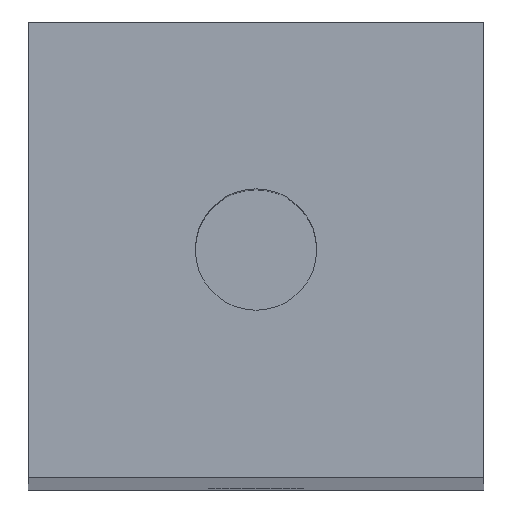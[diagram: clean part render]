
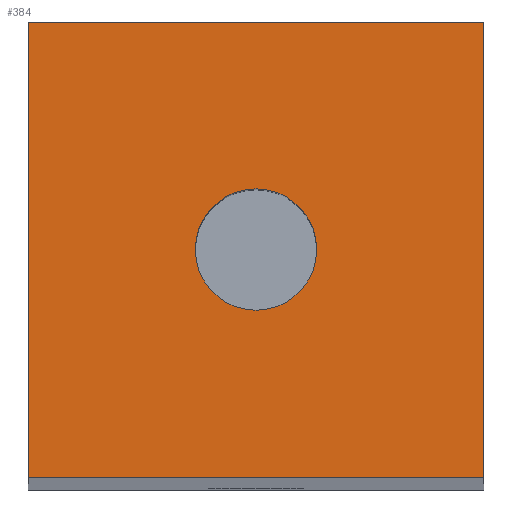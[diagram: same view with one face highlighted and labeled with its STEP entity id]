
A CAD part, top view. The second image highlights one B-rep face of the part: STEP entity #384.
In plain terms, the highlighted planar face has unit normal (0, 0, 1).
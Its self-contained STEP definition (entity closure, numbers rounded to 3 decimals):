
#12 = AXIS2_PLACEMENT_3D ( 'NONE', #518, #519, #186 ) ;
#16 = EDGE_CURVE ( 'NONE', #30, #374, #476, .T. ) ;
#30 = VERTEX_POINT ( 'NONE', #36 ) ;
#36 = CARTESIAN_POINT ( 'NONE',  ( 12., 12., 196. ) ) ;
#40 = DIRECTION ( 'NONE',  ( 0., 1., 0. ) ) ;
#44 = VERTEX_POINT ( 'NONE', #565 ) ;
#47 = VECTOR ( 'NONE', #624, 1000. ) ;
#58 = EDGE_LOOP ( 'NONE', ( #584, #646, #231, #558 ) ) ;
#63 = LINE ( 'NONE', #239, #473 ) ;
#82 = ORIENTED_EDGE ( 'NONE', *, *, #190, .F. ) ;
#101 = FACE_OUTER_BOUND ( 'NONE', #58, .T. ) ;
#112 = LINE ( 'NONE', #430, #629 ) ;
#116 = CARTESIAN_POINT ( 'NONE',  ( 6., 6., 196. ) ) ;
#123 = AXIS2_PLACEMENT_3D ( 'NONE', #562, #299, #513 ) ;
#137 = CARTESIAN_POINT ( 'NONE',  ( 7.6, 6., 196. ) ) ;
#152 = DIRECTION ( 'NONE',  ( 1., 0., 0. ) ) ;
#156 = VERTEX_POINT ( 'NONE', #332 ) ;
#186 = DIRECTION ( 'NONE',  ( -1., 0., 0. ) ) ;
#190 = EDGE_CURVE ( 'NONE', #389, #550, #500, .T. ) ;
#201 = CIRCLE ( 'NONE', #123, 1.6 ) ;
#208 = DIRECTION ( 'NONE',  ( 1., 0., 0. ) ) ;
#231 = ORIENTED_EDGE ( 'NONE', *, *, #423, .T. ) ;
#239 = CARTESIAN_POINT ( 'NONE',  ( 12., 0., 196. ) ) ;
#256 = ORIENTED_EDGE ( 'NONE', *, *, #458, .F. ) ;
#291 = EDGE_LOOP ( 'NONE', ( #82, #256 ) ) ;
#299 = DIRECTION ( 'NONE',  ( 0., 0., 1. ) ) ;
#324 = VECTOR ( 'NONE', #414, 1000. ) ;
#332 = CARTESIAN_POINT ( 'NONE',  ( 0., 0., 196. ) ) ;
#374 = VERTEX_POINT ( 'NONE', #419 ) ;
#384 = ADVANCED_FACE ( 'NONE', ( #645, #101 ), #463, .F. ) ;
#389 = VERTEX_POINT ( 'NONE', #137 ) ;
#408 = CARTESIAN_POINT ( 'NONE',  ( 4.4, 6., 196. ) ) ;
#414 = DIRECTION ( 'NONE',  ( -1., 0., 0. ) ) ;
#419 = CARTESIAN_POINT ( 'NONE',  ( 0., 12., 196. ) ) ;
#423 = EDGE_CURVE ( 'NONE', #44, #30, #63, .T. ) ;
#430 = CARTESIAN_POINT ( 'NONE',  ( 0., 0., 196. ) ) ;
#445 = DIRECTION ( 'NONE',  ( 0., 0., 1. ) ) ;
#458 = EDGE_CURVE ( 'NONE', #550, #389, #201, .T. ) ;
#463 = PLANE ( 'NONE',  #12 ) ;
#473 = VECTOR ( 'NONE', #40, 1000. ) ;
#476 = LINE ( 'NONE', #560, #324 ) ;
#484 = EDGE_CURVE ( 'NONE', #374, #156, #586, .T. ) ;
#500 = CIRCLE ( 'NONE', #667, 1.6 ) ;
#513 = DIRECTION ( 'NONE',  ( 1., 0., 0. ) ) ;
#518 = CARTESIAN_POINT ( 'NONE',  ( 0., 0., 196. ) ) ;
#519 = DIRECTION ( 'NONE',  ( 0., 0., -1. ) ) ;
#550 = VERTEX_POINT ( 'NONE', #408 ) ;
#558 = ORIENTED_EDGE ( 'NONE', *, *, #16, .T. ) ;
#560 = CARTESIAN_POINT ( 'NONE',  ( 0., 12., 196. ) ) ;
#562 = CARTESIAN_POINT ( 'NONE',  ( 6., 6., 196. ) ) ;
#565 = CARTESIAN_POINT ( 'NONE',  ( 12., 0., 196. ) ) ;
#572 = CARTESIAN_POINT ( 'NONE',  ( 0., 0., 196. ) ) ;
#584 = ORIENTED_EDGE ( 'NONE', *, *, #484, .T. ) ;
#586 = LINE ( 'NONE', #572, #47 ) ;
#624 = DIRECTION ( 'NONE',  ( 0., -1., 0. ) ) ;
#629 = VECTOR ( 'NONE', #208, 1000. ) ;
#637 = EDGE_CURVE ( 'NONE', #156, #44, #112, .T. ) ;
#645 = FACE_BOUND ( 'NONE', #291, .T. ) ;
#646 = ORIENTED_EDGE ( 'NONE', *, *, #637, .T. ) ;
#667 = AXIS2_PLACEMENT_3D ( 'NONE', #116, #445, #152 ) ;
